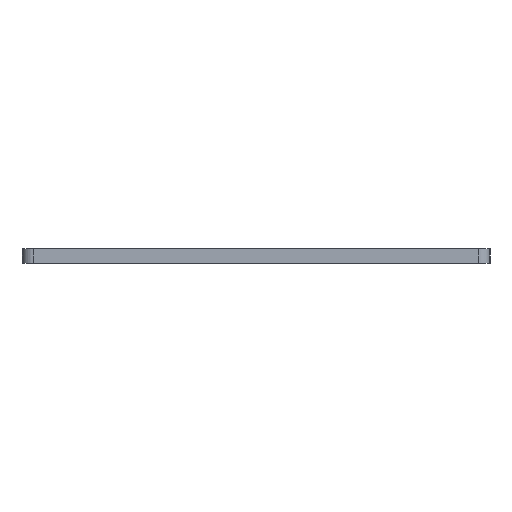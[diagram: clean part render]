
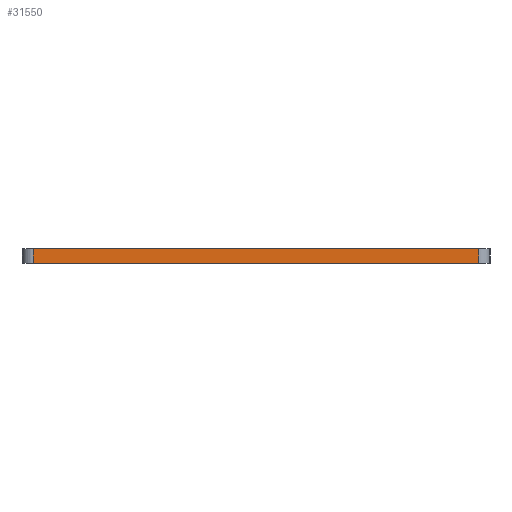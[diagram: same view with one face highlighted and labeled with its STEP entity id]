
A CAD part, left-side view. The second image highlights one B-rep face of the part: STEP entity #31550.
In plain terms, the highlighted planar face has unit normal (-1, 0, 0).
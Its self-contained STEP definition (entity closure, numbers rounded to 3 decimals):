
#1743=FACE_OUTER_BOUND('',#3232,.T.);
#3232=EDGE_LOOP('',(#25611,#25612,#25613,#25614));
#7821=LINE('',#49493,#12236);
#7822=LINE('',#49496,#12237);
#7823=LINE('',#49498,#12238);
#7824=LINE('',#49499,#12239);
#12236=VECTOR('',#40564,10.);
#12237=VECTOR('',#40567,10.);
#12238=VECTOR('',#40568,10.);
#12239=VECTOR('',#40569,10.);
#15210=VERTEX_POINT('',#49489);
#15211=VERTEX_POINT('',#49491);
#15212=VERTEX_POINT('',#49495);
#15213=VERTEX_POINT('',#49497);
#19667=EDGE_CURVE('',#15210,#15211,#7821,.T.);
#19668=EDGE_CURVE('',#15212,#15210,#7822,.T.);
#19669=EDGE_CURVE('',#15213,#15211,#7823,.T.);
#19670=EDGE_CURVE('',#15212,#15213,#7824,.T.);
#25611=ORIENTED_EDGE('',*,*,#19668,.T.);
#25612=ORIENTED_EDGE('',*,*,#19667,.T.);
#25613=ORIENTED_EDGE('',*,*,#19669,.F.);
#25614=ORIENTED_EDGE('',*,*,#19670,.F.);
#30063=PLANE('',#33095);
#31550=ADVANCED_FACE('',(#1743),#30063,.T.);
#33095=AXIS2_PLACEMENT_3D('',#49494,#40565,#40566);
#40564=DIRECTION('',(0.,0.,-1.));
#40565=DIRECTION('center_axis',(-1.,0.,0.));
#40566=DIRECTION('ref_axis',(0.,1.,0.));
#40567=DIRECTION('',(0.,1.,0.));
#40568=DIRECTION('',(0.,1.,0.));
#40569=DIRECTION('',(0.,0.,-1.));
#49489=CARTESIAN_POINT('',(-2.449,95.602,0.));
#49491=CARTESIAN_POINT('',(-2.449,95.602,-3.));
#49493=CARTESIAN_POINT('',(-2.449,95.602,0.));
#49494=CARTESIAN_POINT('Origin',(-2.449,0.259,0.));
#49495=CARTESIAN_POINT('',(-2.449,0.259,0.));
#49496=CARTESIAN_POINT('',(-2.449,0.259,0.));
#49497=CARTESIAN_POINT('',(-2.449,0.259,-3.));
#49498=CARTESIAN_POINT('',(-2.449,0.259,-3.));
#49499=CARTESIAN_POINT('',(-2.449,0.259,0.));
